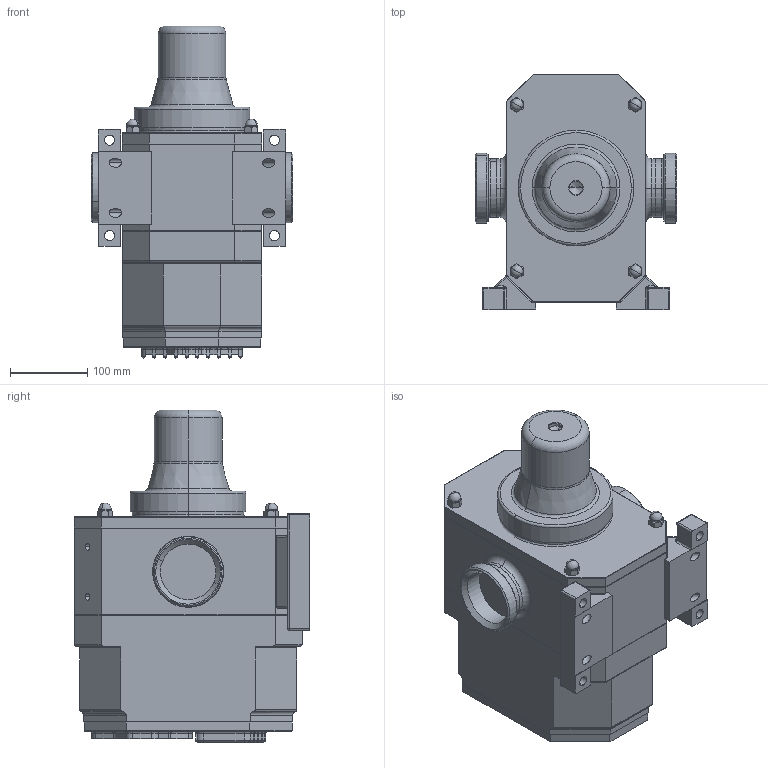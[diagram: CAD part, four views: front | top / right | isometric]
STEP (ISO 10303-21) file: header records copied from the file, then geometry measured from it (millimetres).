
FILE_DESCRIPTION (( 'STEP AP214' ), '1' );
FILE_NAME ('GA3079.STEP', '2024-03-11T16:38:56', ( '' ), ( '' ), 'SwSTEP 2.0', 'SolidWorks 2022', '' );
FILE_SCHEMA (( 'AUTOMOTIVE_DESIGN' ));
Length unit declared in the file: millimetre
Products named in the file (5): GA3079; Copy of RTP20 Spring PRV^GA3079; Copy of RTP30 TSD Insert^GA3079_RTP30 3INCH TSD INSERT; Copy of Z94-5011-55 - 3 INCH ACME^GA3079; Copy of 14 Tooth G33-7796^GA3079
Assembly tree (5 placements, depth 2):
  GA3079
    Copy of RTP30 TSD Insert^GA3079_RTP30 3INCH TSD INSERT
    Copy of Z94-5011-55 - 3 INCH ACME^GA3079  x2
    Copy of 14 Tooth G33-7796^GA3079
    Copy of RTP20 Spring PRV^GA3079
Bounding box: 262 x 306.02 x 431.05 mm (x, y, z)
Volume: 15476833.2 mm3; surface area: 558909.2 mm2
Topology: 5 solids, 9 shells, 854 faces, 2111 edges, 1261 vertices
Faces by surface type: plane 338, cylinder 287, cone 109, bspline 54, torus 46, sphere 20
Entity records: 29838 total; most frequent: CARTESIAN_POINT 7963, ORIENTED_EDGE 4018, DIRECTION 3558, EDGE_CURVE 2009, AXIS2_PLACEMENT_3D 1278, VERTEX_POINT 1229, LINE 1002, VECTOR 1002
